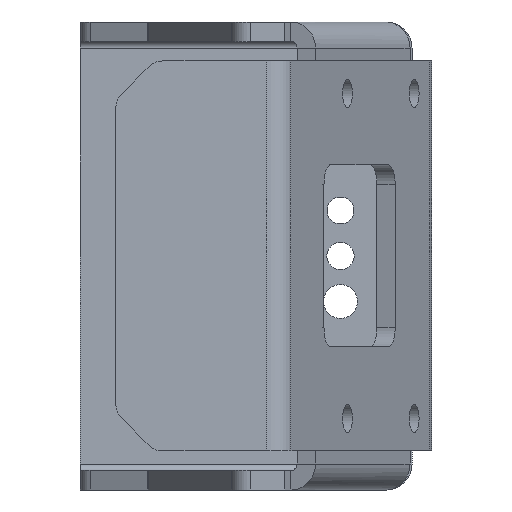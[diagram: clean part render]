
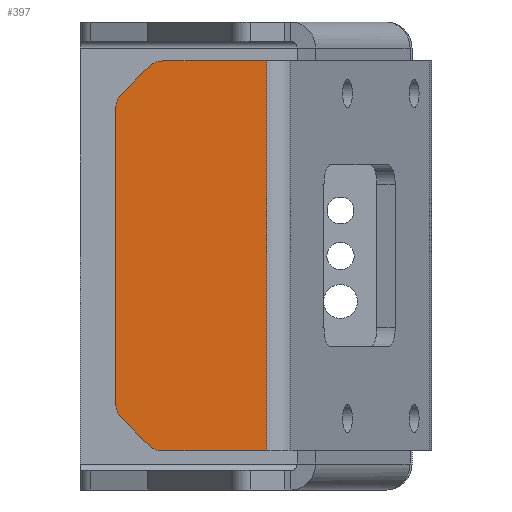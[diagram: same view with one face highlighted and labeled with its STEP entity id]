
A CAD part, front view. The second image highlights one B-rep face of the part: STEP entity #397.
In plain terms, the highlighted planar face has unit normal (0, -1, 0).
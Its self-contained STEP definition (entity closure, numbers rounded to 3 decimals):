
#397=ADVANCED_FACE('',(#757),#585,.T.);
#585=PLANE('',#5197);
#757=FACE_OUTER_BOUND('',#1060,.T.);
#1060=EDGE_LOOP('',(#2174,#2175,#2176,#2177,#2178,#2179,#2180,#2181,#2182,
#2183));
#1407=CIRCLE('',#5193,1.5);
#1408=CIRCLE('',#5194,1.5);
#1409=CIRCLE('',#5195,1.5);
#1410=CIRCLE('',#5196,1.5);
#2174=ORIENTED_EDGE('',*,*,#3757,.T.);
#2175=ORIENTED_EDGE('',*,*,#3756,.T.);
#2176=ORIENTED_EDGE('',*,*,#3758,.T.);
#2177=ORIENTED_EDGE('',*,*,#3759,.T.);
#2178=ORIENTED_EDGE('',*,*,#3760,.T.);
#2179=ORIENTED_EDGE('',*,*,#3761,.T.);
#2180=ORIENTED_EDGE('',*,*,#3762,.T.);
#2181=ORIENTED_EDGE('',*,*,#3763,.T.);
#2182=ORIENTED_EDGE('',*,*,#3764,.T.);
#2183=ORIENTED_EDGE('',*,*,#3765,.T.);
#3193=VERTEX_POINT('',#7764);
#3194=VERTEX_POINT('',#7768);
#3195=VERTEX_POINT('',#7772);
#3196=VERTEX_POINT('',#7774);
#3197=VERTEX_POINT('',#7776);
#3198=VERTEX_POINT('',#7778);
#3199=VERTEX_POINT('',#7780);
#3200=VERTEX_POINT('',#7782);
#3201=VERTEX_POINT('',#7784);
#3202=VERTEX_POINT('',#7786);
#3756=EDGE_CURVE('',#3194,#3193,#4281,.T.);
#3757=EDGE_CURVE('',#3195,#3194,#4282,.T.);
#3758=EDGE_CURVE('',#3193,#3196,#4283,.T.);
#3759=EDGE_CURVE('',#3196,#3197,#1407,.T.);
#3760=EDGE_CURVE('',#3197,#3198,#4284,.T.);
#3761=EDGE_CURVE('',#3198,#3199,#1408,.T.);
#3762=EDGE_CURVE('',#3199,#3200,#4285,.T.);
#3763=EDGE_CURVE('',#3200,#3201,#1409,.T.);
#3764=EDGE_CURVE('',#3201,#3202,#4286,.T.);
#3765=EDGE_CURVE('',#3202,#3195,#1410,.T.);
#4281=LINE('',#7769,#4687);
#4282=LINE('',#7771,#4688);
#4283=LINE('',#7773,#4689);
#4284=LINE('',#7777,#4690);
#4285=LINE('',#7781,#4691);
#4286=LINE('',#7785,#4692);
#4687=VECTOR('',#6228,1.);
#4688=VECTOR('',#6231,1.);
#4689=VECTOR('',#6232,1.);
#4690=VECTOR('',#6235,1.);
#4691=VECTOR('',#6238,1.);
#4692=VECTOR('',#6241,1.);
#5193=AXIS2_PLACEMENT_3D('',#7775,#6233,#6234);
#5194=AXIS2_PLACEMENT_3D('',#7779,#6236,#6237);
#5195=AXIS2_PLACEMENT_3D('',#7783,#6239,#6240);
#5196=AXIS2_PLACEMENT_3D('',#7787,#6242,#6243);
#5197=AXIS2_PLACEMENT_3D('',#7788,#6244,#6245);
#6228=DIRECTION('',(0.,0.,1.));
#6231=DIRECTION('',(1.,0.,0.));
#6232=DIRECTION('',(-1.,0.,0.));
#6233=DIRECTION('',(0.,-1.,0.));
#6234=DIRECTION('',(0.,0.,1.));
#6235=DIRECTION('',(-0.707,0.,-0.707));
#6236=DIRECTION('',(0.,-1.,0.));
#6237=DIRECTION('',(-0.707,0.,0.707));
#6238=DIRECTION('',(0.,0.,-1.));
#6239=DIRECTION('',(0.,-1.,0.));
#6240=DIRECTION('',(-1.,0.,0.));
#6241=DIRECTION('',(0.707,0.,-0.707));
#6242=DIRECTION('',(0.,-1.,0.));
#6243=DIRECTION('',(-0.707,0.,-0.707));
#6244=DIRECTION('',(0.,-1.,0.));
#6245=DIRECTION('',(0.,0.,-1.));
#7764=CARTESIAN_POINT('',(84.313,-121.81,20.));
#7768=CARTESIAN_POINT('',(84.313,-121.81,-10.));
#7769=CARTESIAN_POINT('',(84.313,-121.81,-10.));
#7771=CARTESIAN_POINT('',(76.335,-121.81,-10.));
#7772=CARTESIAN_POINT('',(76.335,-121.81,-10.));
#7773=CARTESIAN_POINT('',(84.313,-121.81,20.));
#7774=CARTESIAN_POINT('',(76.335,-121.81,20.));
#7775=CARTESIAN_POINT('',(76.335,-121.81,18.5));
#7776=CARTESIAN_POINT('',(75.274,-121.81,19.561));
#7777=CARTESIAN_POINT('',(75.274,-121.81,19.561));
#7778=CARTESIAN_POINT('',(73.153,-121.81,17.439));
#7779=CARTESIAN_POINT('',(74.213,-121.81,16.379));
#7780=CARTESIAN_POINT('',(72.713,-121.81,16.379));
#7781=CARTESIAN_POINT('',(72.713,-121.81,16.379));
#7782=CARTESIAN_POINT('',(72.713,-121.81,-6.379));
#7783=CARTESIAN_POINT('',(74.213,-121.81,-6.379));
#7784=CARTESIAN_POINT('',(73.153,-121.81,-7.439));
#7785=CARTESIAN_POINT('',(73.153,-121.81,-7.439));
#7786=CARTESIAN_POINT('',(75.274,-121.81,-9.561));
#7787=CARTESIAN_POINT('',(76.335,-121.81,-8.5));
#7788=CARTESIAN_POINT('',(85.713,-121.81,20.));
